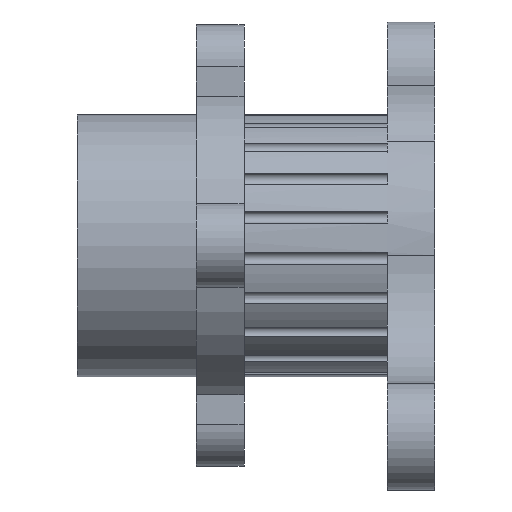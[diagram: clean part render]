
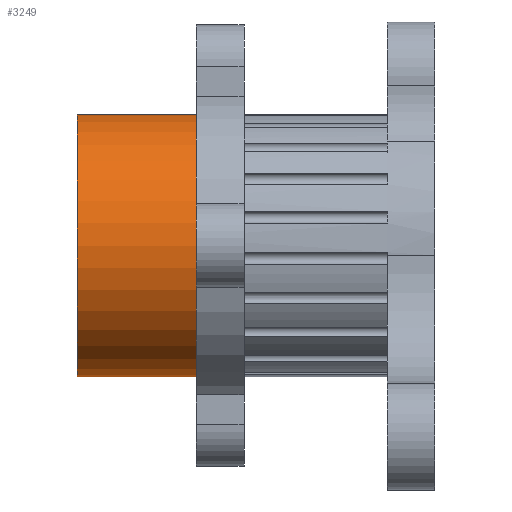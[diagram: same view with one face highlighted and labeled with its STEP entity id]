
A CAD part, left-side view. The second image highlights one B-rep face of the part: STEP entity #3249.
In plain terms, the highlighted cylindrical face has radius 11 mm (diameter 22 mm), a partial arc.
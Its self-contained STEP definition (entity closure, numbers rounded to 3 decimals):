
#330 = CARTESIAN_POINT ( 'NONE',  ( 0., 4., 0. ) ) ;
#362 = CARTESIAN_POINT ( 'NONE',  ( 0., 30., -11. ) ) ;
#365 = EDGE_CURVE ( 'NONE', #3603, #1342, #2206, .T. ) ;
#387 = CARTESIAN_POINT ( 'NONE',  ( 0., 30., 11. ) ) ;
#495 = DIRECTION ( 'NONE',  ( 0., 1., 0. ) ) ;
#520 = CARTESIAN_POINT ( 'NONE',  ( 0., 20., 11. ) ) ;
#613 = VECTOR ( 'NONE', #1520, 1000. ) ;
#721 = ORIENTED_EDGE ( 'NONE', *, *, #1101, .T. ) ;
#722 = CARTESIAN_POINT ( 'NONE',  ( 0., 30., 0. ) ) ;
#752 = DIRECTION ( 'NONE',  ( 0., 0., 1. ) ) ;
#781 = VERTEX_POINT ( 'NONE', #362 ) ;
#936 = EDGE_LOOP ( 'NONE', ( #2968, #3311, #721, #3254 ) ) ;
#1013 = CYLINDRICAL_SURFACE ( 'NONE', #3295, 11. ) ;
#1028 = CIRCLE ( 'NONE', #2198, 11. ) ;
#1101 = EDGE_CURVE ( 'NONE', #781, #1823, #1787, .T. ) ;
#1342 = VERTEX_POINT ( 'NONE', #520 ) ;
#1520 = DIRECTION ( 'NONE',  ( 0., -1., 0. ) ) ;
#1667 = DIRECTION ( 'NONE',  ( 0., 0., 1. ) ) ;
#1725 = DIRECTION ( 'NONE',  ( 0., 0., -1. ) ) ;
#1787 = LINE ( 'NONE', #3538, #2152 ) ;
#1793 = FACE_OUTER_BOUND ( 'NONE', #936, .T. ) ;
#1823 = VERTEX_POINT ( 'NONE', #1895 ) ;
#1895 = CARTESIAN_POINT ( 'NONE',  ( 0., 20., -11. ) ) ;
#2152 = VECTOR ( 'NONE', #3559, 1000. ) ;
#2198 = AXIS2_PLACEMENT_3D ( 'NONE', #4285, #495, #752 ) ;
#2204 = CIRCLE ( 'NONE', #3874, 11. ) ;
#2206 = LINE ( 'NONE', #3250, #613 ) ;
#2277 = EDGE_CURVE ( 'NONE', #1823, #1342, #1028, .T. ) ;
#2528 = EDGE_CURVE ( 'NONE', #781, #3603, #2204, .T. ) ;
#2968 = ORIENTED_EDGE ( 'NONE', *, *, #365, .F. ) ;
#3249 = ADVANCED_FACE ( 'NONE', ( #1793 ), #1013, .T. ) ;
#3250 = CARTESIAN_POINT ( 'NONE',  ( 0., 4., 11. ) ) ;
#3254 = ORIENTED_EDGE ( 'NONE', *, *, #2277, .T. ) ;
#3295 = AXIS2_PLACEMENT_3D ( 'NONE', #330, #3866, #1725 ) ;
#3311 = ORIENTED_EDGE ( 'NONE', *, *, #2528, .F. ) ;
#3538 = CARTESIAN_POINT ( 'NONE',  ( 0., 4., -11. ) ) ;
#3559 = DIRECTION ( 'NONE',  ( 0., -1., 0. ) ) ;
#3603 = VERTEX_POINT ( 'NONE', #387 ) ;
#3866 = DIRECTION ( 'NONE',  ( 0., -1., 0. ) ) ;
#3874 = AXIS2_PLACEMENT_3D ( 'NONE', #722, #4491, #1667 ) ;
#4285 = CARTESIAN_POINT ( 'NONE',  ( 0., 20., 0. ) ) ;
#4491 = DIRECTION ( 'NONE',  ( 0., 1., 0. ) ) ;
